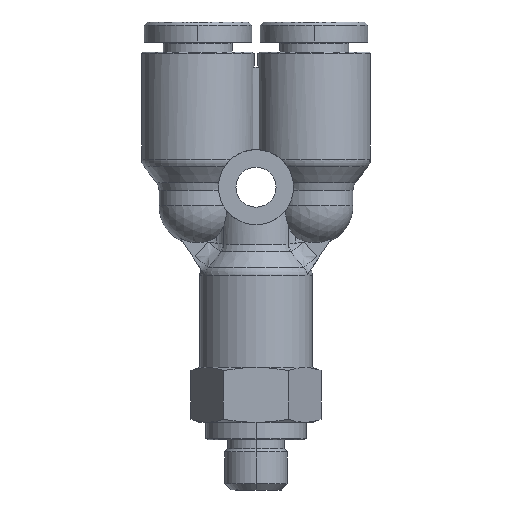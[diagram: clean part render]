
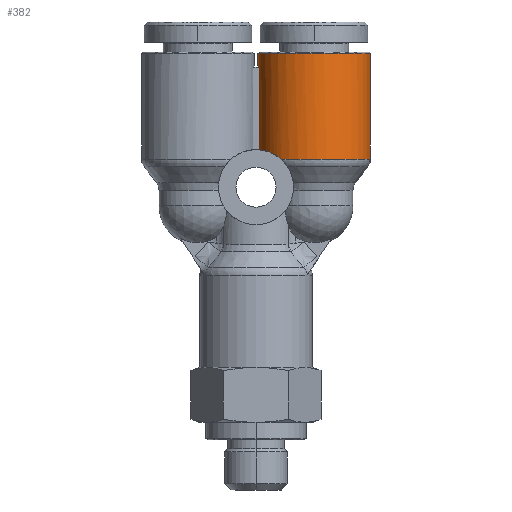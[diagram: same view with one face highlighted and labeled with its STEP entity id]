
A CAD part, front view. The second image highlights one B-rep face of the part: STEP entity #382.
In plain terms, the highlighted cylindrical face has radius 4.5 mm (diameter 9 mm), a partial arc.
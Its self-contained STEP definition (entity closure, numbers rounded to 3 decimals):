
#307=CARTESIAN_POINT('',(1.95,0.,-9.3));
#308=DIRECTION('',(1.0,0.0,0.0));
#309=DIRECTION('',(0.0,0.0,1.0));
#310=AXIS2_PLACEMENT_3D('',#307,#308,#309);
#311=CYLINDRICAL_SURFACE('',#310,4.5);
#312=CARTESIAN_POINT('',(5.8,0.,-4.8));
#313=VERTEX_POINT('',#312);
#314=CARTESIAN_POINT('',(6.9,0.,-4.8));
#315=VERTEX_POINT('',#314);
#316=CARTESIAN_POINT('',(5.8,0.,-4.8));
#317=DIRECTION('',(1.0,0.0,0.0));
#318=VECTOR('',#317,1.1);
#319=LINE('',#316,#318);
#320=EDGE_CURVE('',#313,#315,#319,.T.);
#321=ORIENTED_EDGE('',*,*,#320,.F.);
#322=CARTESIAN_POINT('',(5.8,-1.,-4.913));
#323=VERTEX_POINT('',#322);
#324=CARTESIAN_POINT('',(5.8,0.,-9.3));
#325=DIRECTION('',(-1.0,0.0,0.0));
#326=DIRECTION('',(0.0,0.0,-1.0));
#327=AXIS2_PLACEMENT_3D('',#324,#325,#326);
#328=CIRCLE('',#327,4.5);
#329=EDGE_CURVE('',#323,#313,#328,.T.);
#330=ORIENTED_EDGE('',*,*,#329,.F.);
#331=CARTESIAN_POINT('',(-0.812,-1.,-4.913));
#332=VERTEX_POINT('',#331);
#333=CARTESIAN_POINT('',(5.8,-1.,-4.913));
#334=DIRECTION('',(-1.0,0.0,0.0));
#335=VECTOR('',#334,6.612);
#336=LINE('',#333,#335);
#337=EDGE_CURVE('',#323,#332,#336,.T.);
#338=ORIENTED_EDGE('',*,*,#337,.T.);
#339=CARTESIAN_POINT('',(-1.557,-3.631,-6.642));
#340=VERTEX_POINT('',#339);
#341=CARTESIAN_POINT('',(-0.812,-1.,-4.913));
#342=CARTESIAN_POINT('',(-0.816,-1.234,-4.966));
#343=CARTESIAN_POINT('',(-0.824,-1.465,-5.038));
#344=CARTESIAN_POINT('',(-0.856,-1.957,-5.238));
#345=CARTESIAN_POINT('',(-0.884,-2.216,-5.373));
#346=CARTESIAN_POINT('',(-0.978,-2.69,-5.682));
#347=CARTESIAN_POINT('',(-1.045,-2.906,-5.855));
#348=CARTESIAN_POINT('',(-1.212,-3.244,-6.175));
#349=CARTESIAN_POINT('',(-1.309,-3.39,-6.334));
#350=CARTESIAN_POINT('',(-1.471,-3.556,-6.542));
#351=CARTESIAN_POINT('',(-1.513,-3.595,-6.593));
#352=CARTESIAN_POINT('',(-1.557,-3.631,-6.642));
#353=B_SPLINE_CURVE_WITH_KNOTS('',3,(#341,#342,#343,#344,#345,#346,#347,#348,#349,#350,#351,#352),.UNSPECIFIED.,.F.,.U.,(4,2,2,2,2,4),(0.98,1.665,2.498,3.33,3.98,4.191),.UNSPECIFIED.);
#354=EDGE_CURVE('',#332,#340,#353,.T.);
#355=ORIENTED_EDGE('',*,*,#354,.T.);
#356=CARTESIAN_POINT('',(-1.557,0.,-13.8));
#357=VERTEX_POINT('',#356);
#358=CARTESIAN_POINT('',(-1.557,0.,-9.3));
#359=DIRECTION('',(-1.0,0.0,0.0));
#360=DIRECTION('',(0.0,0.0,-1.0));
#361=AXIS2_PLACEMENT_3D('',#358,#359,#360);
#362=CIRCLE('',#361,4.5);
#363=EDGE_CURVE('',#357,#340,#362,.T.);
#364=ORIENTED_EDGE('',*,*,#363,.F.);
#365=CARTESIAN_POINT('',(6.9,0.,-13.8));
#366=VERTEX_POINT('',#365);
#367=CARTESIAN_POINT('',(6.9,0.,-13.8));
#368=DIRECTION('',(-1.0,0.0,0.0));
#369=VECTOR('',#368,8.457);
#370=LINE('',#367,#369);
#371=EDGE_CURVE('',#366,#357,#370,.T.);
#372=ORIENTED_EDGE('',*,*,#371,.F.);
#373=CARTESIAN_POINT('',(6.9,0.,-9.3));
#374=DIRECTION('',(1.0,0.0,0.0));
#375=DIRECTION('',(0.0,0.0,1.0));
#376=AXIS2_PLACEMENT_3D('',#373,#374,#375);
#377=CIRCLE('',#376,4.5);
#378=EDGE_CURVE('',#315,#366,#377,.T.);
#379=ORIENTED_EDGE('',*,*,#378,.F.);
#380=EDGE_LOOP('',(#321,#330,#338,#355,#364,#372,#379));
#381=FACE_OUTER_BOUND('',#380,.T.);
#382=ADVANCED_FACE('',(#381),#311,.T.);
